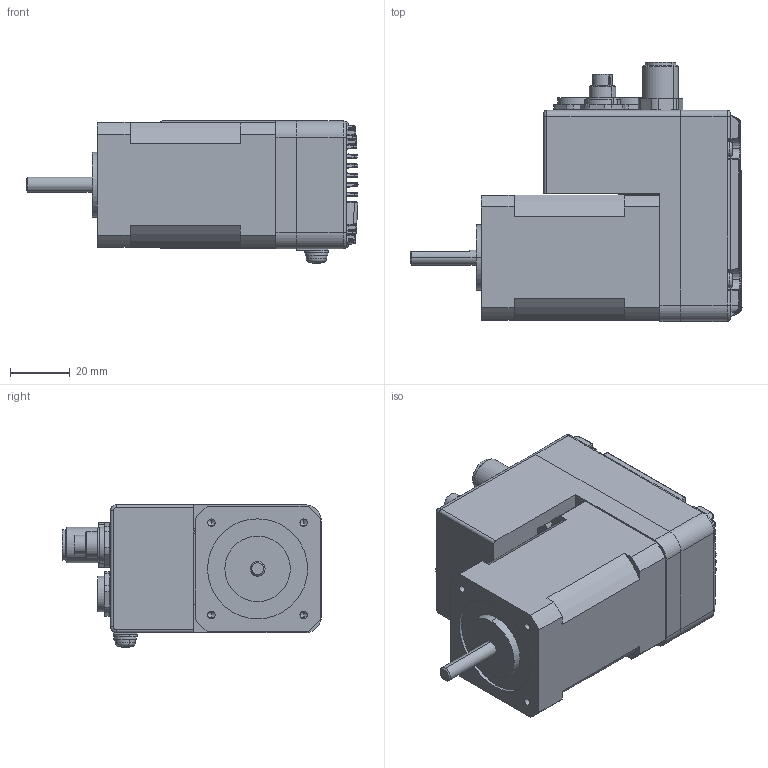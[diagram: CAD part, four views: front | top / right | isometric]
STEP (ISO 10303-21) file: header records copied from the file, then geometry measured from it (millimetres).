
FILE_DESCRIPTION (( 'STEP AP203' ), '1' );
FILE_NAME ('P119-MO-042-03-R01.STEP', '2020-04-22T01:05:19', ( '' ), ( '' ), 'SwSTEP 2.0', 'SolidWorks 2018', '' );
FILE_SCHEMA (( 'CONFIG_CONTROL_DESIGN' ));
Length unit declared in the file: millimetre
Products named in the file (27): 877601016; 目池磐-家南-4P(傈盔)_荐 (09-0411-30-04)-1; 86_1031_1100_00012-1; 09-0408-30-03(鱔褐)-1; 20PS-JMCS-G-1B-TF(N); 20R-JMCS-G-B-TF(NSA); M119-EC-042-05-R00; 86_1031_1100_00012-2; pan cross head_ks_KS 1023 PC- M3 x 25-N; M119-EC-042-03-R00; 42EC-PCB5-03; pan cross head_ks_KS 1023 PC- M4 x 6-N; M119-EC-042-02-R02; 791091004; M117-MO-042-04-R01_湀_; spring lock washer_2_jis_JIS B 1251 No.2 4; KMG; sams; 42EC-PCB3-01; pan cross head_ks_KS 1023 PC- M3 x 20-N; M119-EC-042-01-R00; 09-0408-30-03(鱔褐)-2; P119-MO-042-03-R01; 目池磐-家南-4P(傈盔)_荐 (09-0411-30-04)-2; small circular plain washer_jis_JIS B 1256 Small circular 4; 42EC-PCB4-03; 42EC-PCB2-01
Assembly tree (34 placements, depth 3):
  P119-MO-042-03-R01
    M119-EC-042-02-R02
    pan cross head_ks_KS 1023 PC- M3 x 20-N  x2
    pan cross head_ks_KS 1023 PC- M3 x 25-N  x2
    42EC-PCB5-03
    M119-EC-042-01-R00
    M119-EC-042-03-R00
    42EC-PCB2-01
    86_1031_1100_00012-1
    86_1031_1100_00012-2
    09-0408-30-03(鱔褐)-1  x2
    09-0408-30-03(鱔褐)-2  x2
    目池磐-家南-4P(傈盔)_荐 (09-0411-30-04)-1
    目池磐-家南-4P(傈盔)_荐 (09-0411-30-04)-2
    42EC-PCB4-03
    20PS-JMCS-G-1B-TF(N)  x2
    20R-JMCS-G-B-TF(NSA)  x2
    42EC-PCB3-01
    791091004  x2
    877601016  x2
    KMG
    M119-EC-042-05-R00
    M117-MO-042-04-R01_湀_
    sams
      small circular plain washer_jis_JIS B 1256 Small circular 4
      spring lock washer_2_jis_JIS B 1251 No.2 4
      pan cross head_ks_KS 1023 PC- M4 x 6-N
Bounding box: 111.6 x 87.1 x 47.84 mm (x, y, z)
Volume: 159588.7 mm3; surface area: 81373.2 mm2
Topology: 34 solids, 34 shells, 5018 faces, 13164 edges, 8356 vertices
Faces by surface type: plane 3190, cylinder 1098, bspline 335, cone 289, sphere 62, torus 44
Entity records: 114312 total; most frequent: CARTESIAN_POINT 28976, ORIENTED_EDGE 17604, DIRECTION 16513, EDGE_CURVE 8802, LINE 5871, VECTOR 5871, VERTEX_POINT 5583, AXIS2_PLACEMENT_3D 5321
